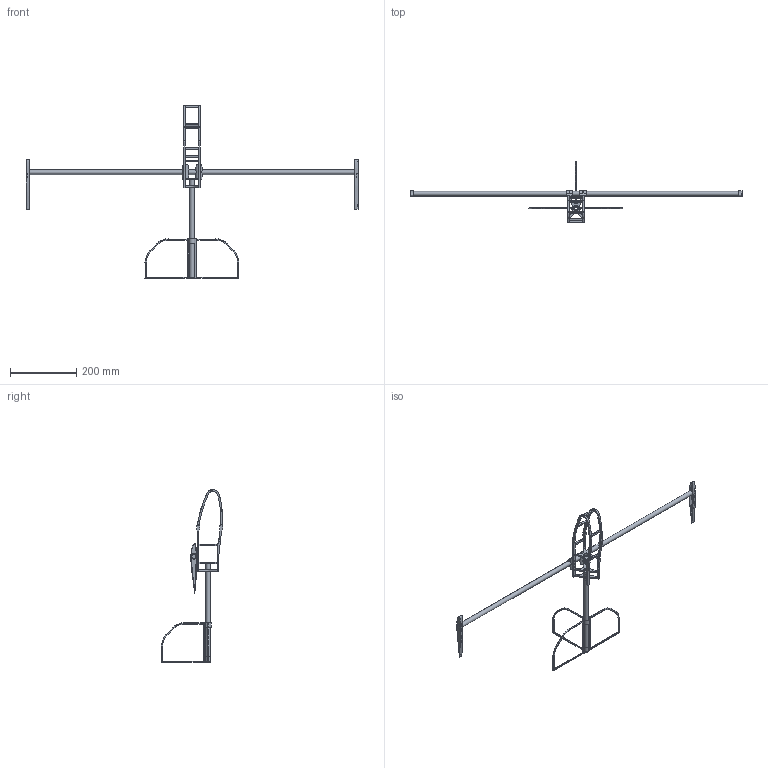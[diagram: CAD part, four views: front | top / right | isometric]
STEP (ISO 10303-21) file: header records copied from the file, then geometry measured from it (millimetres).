
FILE_DESCRIPTION(/* description */ (''),/* implementation_level */ '2;1');
FILE_NAME(/* name */ '5d7ac446-83c9-4c1d-b69e-8922332321cf.stp',/* time_stamp */ '2019-01-08T13:07:46+00:00',/* author */ (''),/* organization */ (''),/* preprocessor_version */ 'ST-DEVELOPER v17.2',/* originating_system */ 'Autodesk Translation Framework v7.6.0.251',/* authorisation */ '');
FILE_SCHEMA (('AUTOMOTIVE_DESIGN { 1 0 10303 214 3 1 1 }'));
Length unit declared in the file: millimetre
Products named in the file (14): Test assembly; body right side back; body side right front; x beam; body left side back; body side left front; standard strut; wing attachment; 14mm x 1000mm rod; wing 3 airfoil left end; wing 3 airfoil right end; 14mmx 300mm; rod attachment 2; horzontal fin
Assembly tree (22 placements, depth 2):
  Test assembly
    body right side back
    body side right front
    x beam  x3
    body left side back
    body side left front
    standard strut  x5
    wing attachment  x2
    14mm x 1000mm rod
    wing 3 airfoil left end
    wing 3 airfoil right end
    14mmx 300mm
    rod attachment 2
    horzontal fin  x3
Bounding box: 1002 x 186.62 x 521.97 mm (x, y, z)
Volume: 141772.6 mm3; surface area: 203278.8 mm2
Topology: 24 solids, 24 shells, 703 faces, 1944 edges, 1293 vertices
Faces by surface type: plane 565, cylinder 116, bspline 16, torus 6
Full cylindrical faces by diameter (mm): 2.2 x2, 5.2 x2, 8 x1, 11.8 x1, 12 x2, 14 x2, 14.2 x8
Entity records: 19754 total; most frequent: CARTESIAN_POINT 7055, ORIENTED_EDGE 2648, DIRECTION 2404, EDGE_CURVE 1324, LINE 964, VECTOR 964, VERTEX_POINT 887, AXIS2_PLACEMENT_3D 720
